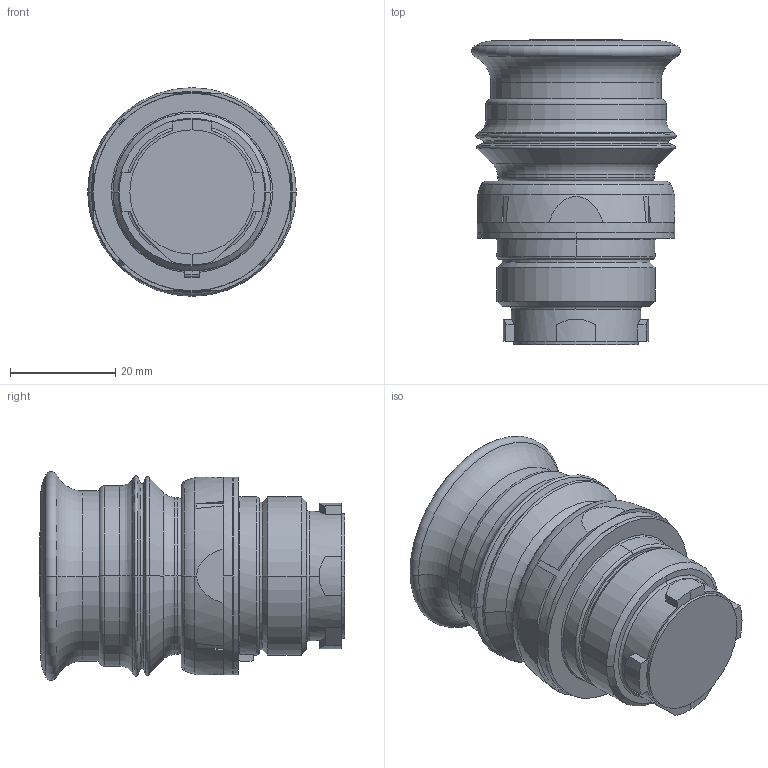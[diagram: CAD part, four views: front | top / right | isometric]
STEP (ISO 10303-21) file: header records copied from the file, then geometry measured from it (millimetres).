
FILE_DESCRIPTION((''),'2;1');
FILE_NAME('05-1141-0456_EINSATZGEH','2023-09-25T11:04:23',('Beil'),(''),'CREO PARAMETRIC BY PTC INC, 2019030','CREO PARAMETRIC BY PTC INC, 2019030','');
FILE_SCHEMA(('CONFIG_CONTROL_DESIGN','SHAPE_APPEARANCE_LAYERS_GROUPS'));
Length unit declared in the file: millimetre
Products named in the file (1): 05-1141-0456_EINSATZGEH
Bounding box: 39.59 x 58 x 39.59 mm (x, y, z)
Volume: 49445.6 mm3; surface area: 10451.7 mm2
Topology: 1 solids, 1 shells, 152 faces, 391 edges, 239 vertices
Faces by surface type: plane 60, cylinder 38, torus 29, cone 23, bspline 2
Entity records: 6380 total; most frequent: CARTESIAN_POINT 1080, DIRECTION 820, ORIENTED_EDGE 778, PRESENTATION_STYLE_ASSIGNMENT 416, STYLED_ITEM 390, CURVE_STYLE 389, EDGE_CURVE 389, AXIS2_PLACEMENT_3D 335
